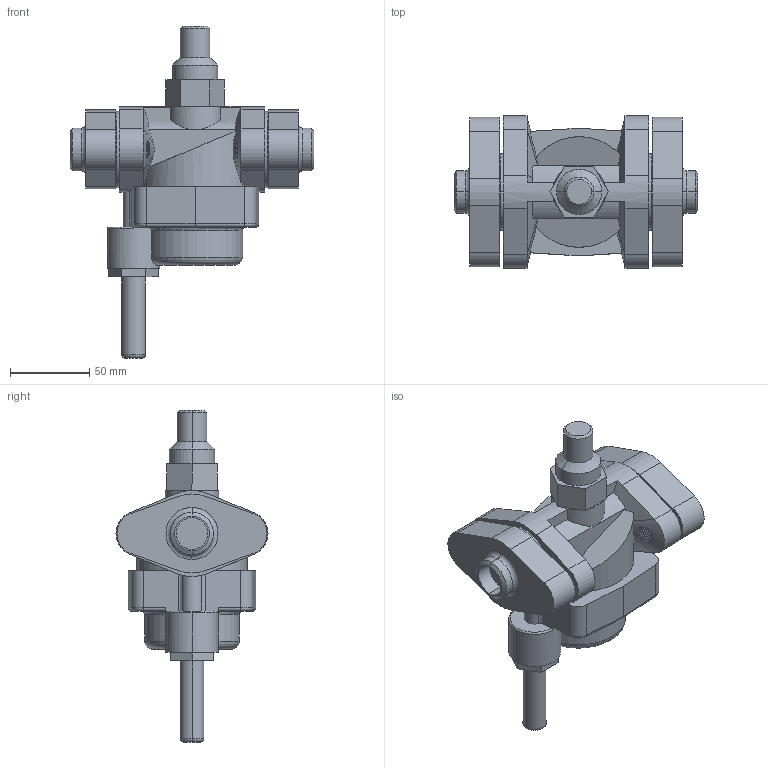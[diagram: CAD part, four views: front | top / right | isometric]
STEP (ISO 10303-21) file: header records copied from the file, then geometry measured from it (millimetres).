
FILE_DESCRIPTION((''),'2;1');
FILE_NAME('AEVRA20_ASM','2022-02-11T',('AMG'),(''),'PRO/ENGINEER BY PARAMETRIC TECHNOLOGY CORPORATION, 2008380','PRO/ENGINEER BY PARAMETRIC TECHNOLOGY CORPORATION, 2008380','');
FILE_SCHEMA(('CONFIG_CONTROL_DESIGN'));
Length unit declared in the file: millimetre
Products named in the file (5): ____-____22; ____1; EVRA20-25FAZUO_ASM; EVRA20FALAN; AEVRA20_ASM
Assembly tree (5 placements, depth 3):
  AEVRA20_ASM
    EVRA20-25FAZUO_ASM
      ____-____22
      ____1
    EVRA20FALAN  x2
Bounding box: 154.4 x 96.2 x 210.1 mm (x, y, z)
Volume: 627898.4 mm3; surface area: 94061.1 mm2
Topology: 4 solids, 4 shells, 321 faces, 857 edges, 559 vertices
Faces by surface type: cylinder 178, plane 84, bspline 36, torus 15, cone 8
Entity records: 24768 total; most frequent: CARTESIAN_POINT 17780, ORIENTED_EDGE 1614, DIRECTION 1153, EDGE_CURVE 807, VERTEX_POINT 527, AXIS2_PLACEMENT_3D 424, B_SPLINE_CURVE_WITH_KNOTS 352, EDGE_LOOP 320
